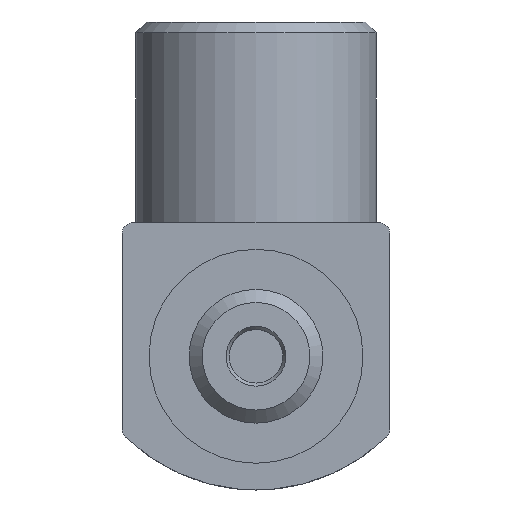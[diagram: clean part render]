
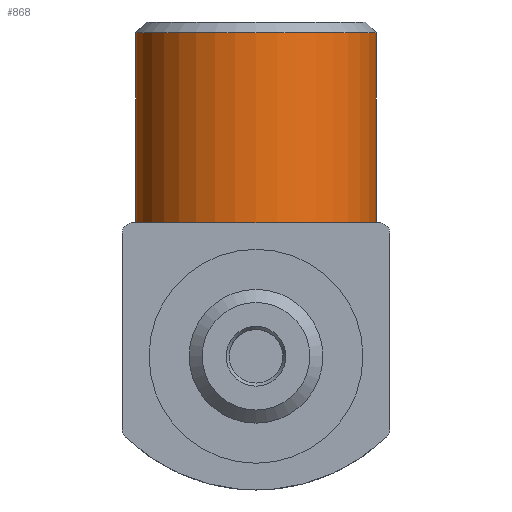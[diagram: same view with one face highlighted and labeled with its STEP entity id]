
A CAD part, front view. The second image highlights one B-rep face of the part: STEP entity #868.
In plain terms, the highlighted cylindrical face has radius 4.5 mm (diameter 9 mm), a full revolution.
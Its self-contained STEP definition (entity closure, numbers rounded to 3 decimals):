
#29=CYLINDRICAL_SURFACE('',#983,4.5);
#310=ORIENTED_EDGE('',*,*,#430,.T.);
#311=ORIENTED_EDGE('',*,*,#454,.T.);
#430=EDGE_CURVE('',#530,#530,#594,.F.);
#454=EDGE_CURVE('',#541,#541,#603,.T.);
#530=VERTEX_POINT('',#1476);
#541=VERTEX_POINT('',#1535);
#594=CIRCLE('',#949,4.5);
#603=CIRCLE('',#982,4.5);
#674=EDGE_LOOP('',(#310));
#675=EDGE_LOOP('',(#311));
#762=FACE_BOUND('',#674,.T.);
#763=FACE_BOUND('',#675,.T.);
#868=ADVANCED_FACE('',(#762,#763),#29,.T.);
#949=AXIS2_PLACEMENT_3D('',#1475,#1138,#1139);
#982=AXIS2_PLACEMENT_3D('',#1534,#1219,#1220);
#983=AXIS2_PLACEMENT_3D('',#1536,#1221,#1222);
#1138=DIRECTION('',(0.,0.,-1.));
#1139=DIRECTION('',(-1.,0.,0.));
#1219=DIRECTION('',(0.,0.,-1.));
#1220=DIRECTION('',(-1.,0.,0.));
#1221=DIRECTION('',(0.,0.,-1.));
#1222=DIRECTION('',(-1.,0.,0.));
#1475=CARTESIAN_POINT('',(0.,7.1,5.));
#1476=CARTESIAN_POINT('',(-4.5,7.1,5.));
#1534=CARTESIAN_POINT('',(0.,7.1,12.1));
#1535=CARTESIAN_POINT('',(-4.5,7.1,12.1));
#1536=CARTESIAN_POINT('',(0.,7.1,5.));
